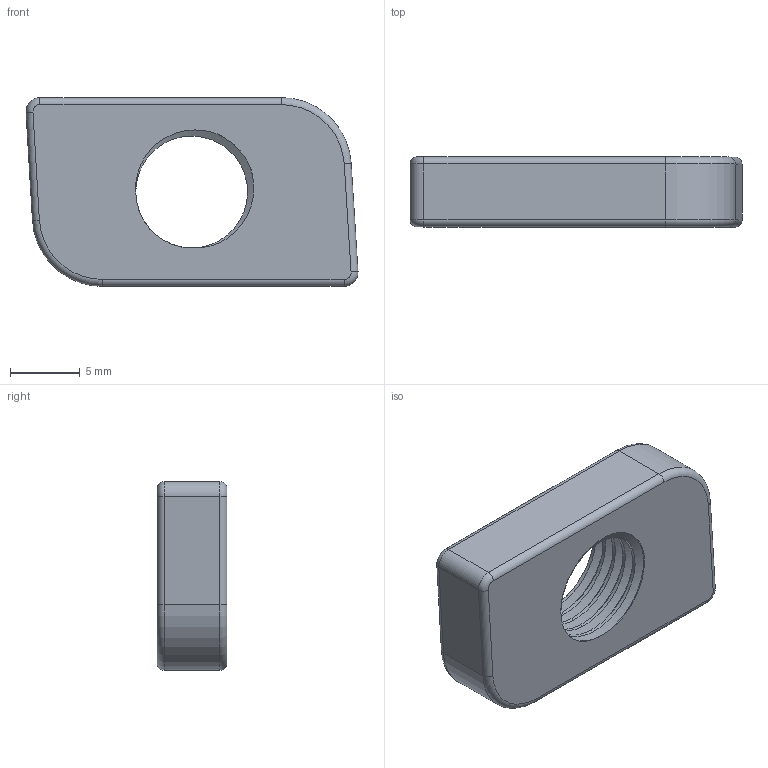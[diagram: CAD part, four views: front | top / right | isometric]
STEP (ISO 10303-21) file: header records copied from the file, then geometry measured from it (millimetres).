
FILE_DESCRIPTION (( 'STEP AP203' ), '1' );
FILE_NAME ('3D_R6452_M8_173483200.STEP', '2024-08-28T12:06:07', ( '' ), ( '' ), 'SwSTEP 2.0', 'SolidWorks 2024', '' );
FILE_SCHEMA (( 'CONFIG_CONTROL_DESIGN' ));
Length unit declared in the file: millimetre
Products named in the file (1): 3D_R6452_M8_173483200
Bounding box: 23.75 x 5 x 13.5 mm (x, y, z)
Volume: 1216.5 mm3; surface area: 1019.8 mm2
Topology: 1 solids, 1 shells, 40 faces, 97 edges, 59 vertices
Faces by surface type: cylinder 23, torus 8, plane 6, bspline 3
Entity records: 2630 total; most frequent: CARTESIAN_POINT 1680, ORIENTED_EDGE 194, DIRECTION 178, EDGE_CURVE 97, AXIS2_PLACEMENT_3D 72, VERTEX_POINT 59, EDGE_LOOP 42, FACE_OUTER_BOUND 40
